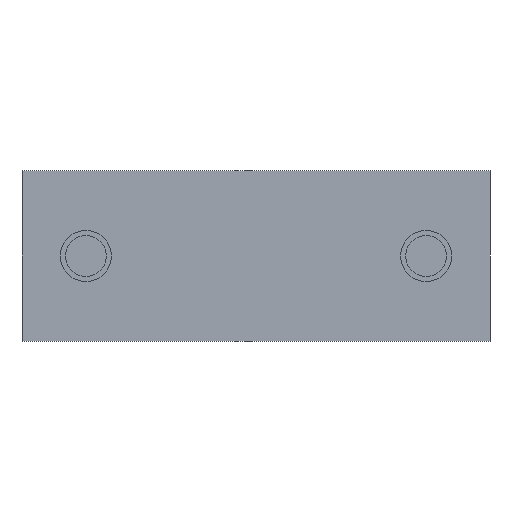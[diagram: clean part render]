
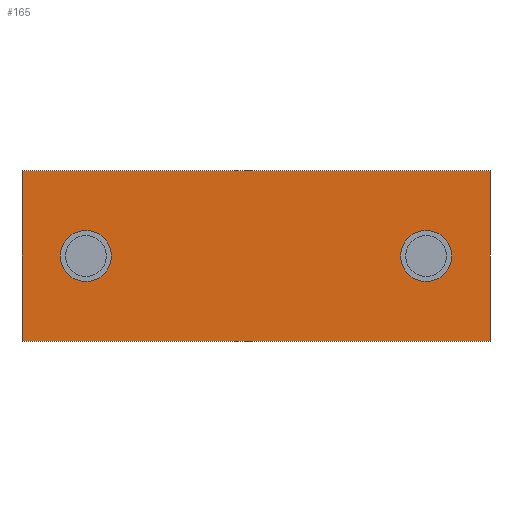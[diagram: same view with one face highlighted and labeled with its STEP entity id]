
A CAD part, front view. The second image highlights one B-rep face of the part: STEP entity #165.
In plain terms, the highlighted planar face has unit normal (0, -1, 0).
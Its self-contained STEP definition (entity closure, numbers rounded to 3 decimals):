
#2=DIRECTION('',(0.,0.,1.));
#3=VECTOR('',#2,20.);
#4=CARTESIAN_POINT('',(-27.5,0.,-10.));
#5=LINE('',#4,#3);
#6=DIRECTION('',(1.,0.,0.));
#7=VECTOR('',#6,55.);
#8=CARTESIAN_POINT('',(-27.5,0.,10.));
#9=LINE('',#8,#7);
#10=DIRECTION('',(0.,0.,-1.));
#11=VECTOR('',#10,20.);
#12=CARTESIAN_POINT('',(27.5,0.,10.));
#13=LINE('',#12,#11);
#14=DIRECTION('',(-1.,0.,0.));
#15=VECTOR('',#14,55.);
#16=CARTESIAN_POINT('',(27.5,0.,-10.));
#17=LINE('',#16,#15);
#18=CARTESIAN_POINT('',(20.,0.,0.));
#19=DIRECTION('',(0.,-1.,0.));
#20=DIRECTION('',(1.,0.,0.));
#21=AXIS2_PLACEMENT_3D('',#18,#19,#20);
#23=CARTESIAN_POINT('',(20.,0.,0.));
#24=DIRECTION('',(0.,-1.,0.));
#25=DIRECTION('',(-1.,0.,0.));
#26=AXIS2_PLACEMENT_3D('',#23,#24,#25);
#28=CARTESIAN_POINT('',(-20.,0.,0.));
#29=DIRECTION('',(0.,1.,0.));
#30=DIRECTION('',(-1.,0.,0.));
#31=AXIS2_PLACEMENT_3D('',#28,#29,#30);
#33=CARTESIAN_POINT('',(-20.,0.,0.));
#34=DIRECTION('',(0.,1.,0.));
#35=DIRECTION('',(1.,0.,0.));
#36=AXIS2_PLACEMENT_3D('',#33,#34,#35);
#106=CARTESIAN_POINT('',(-27.5,0.,-10.));
#107=CARTESIAN_POINT('',(-27.5,0.,10.));
#108=VERTEX_POINT('',#106);
#109=VERTEX_POINT('',#107);
#110=CARTESIAN_POINT('',(27.5,0.,10.));
#111=VERTEX_POINT('',#110);
#112=CARTESIAN_POINT('',(27.5,0.,-10.));
#113=VERTEX_POINT('',#112);
#122=CARTESIAN_POINT('',(22.5,0.,0.));
#123=CARTESIAN_POINT('',(17.5,0.,0.));
#124=VERTEX_POINT('',#122);
#125=VERTEX_POINT('',#123);
#130=CARTESIAN_POINT('',(-22.5,0.,0.));
#131=CARTESIAN_POINT('',(-17.5,0.,0.));
#132=VERTEX_POINT('',#130);
#133=VERTEX_POINT('',#131);
#138=CARTESIAN_POINT('',(0.,0.,0.));
#139=DIRECTION('',(0.,1.,0.));
#140=DIRECTION('',(1.,0.,0.));
#141=AXIS2_PLACEMENT_3D('',#138,#139,#140);
#142=PLANE('',#141);
#144=ORIENTED_EDGE('',*,*,#143,.T.);
#146=ORIENTED_EDGE('',*,*,#145,.T.);
#148=ORIENTED_EDGE('',*,*,#147,.T.);
#150=ORIENTED_EDGE('',*,*,#149,.T.);
#151=EDGE_LOOP('',(#144,#146,#148,#150));
#152=FACE_OUTER_BOUND('',#151,.F.);
#154=ORIENTED_EDGE('',*,*,#153,.T.);
#156=ORIENTED_EDGE('',*,*,#155,.T.);
#157=EDGE_LOOP('',(#154,#156));
#158=FACE_BOUND('',#157,.F.);
#160=ORIENTED_EDGE('',*,*,#159,.F.);
#162=ORIENTED_EDGE('',*,*,#161,.F.);
#163=EDGE_LOOP('',(#160,#162));
#164=FACE_BOUND('',#163,.F.);
#165=ADVANCED_FACE('',(#152,#158,#164),#142,.F.);
#22=CIRCLE('',#21,2.5);
#27=CIRCLE('',#26,2.5);
#32=CIRCLE('',#31,2.5);
#37=CIRCLE('',#36,2.5);
#143=EDGE_CURVE('',#108,#109,#5,.T.);
#145=EDGE_CURVE('',#109,#111,#9,.T.);
#147=EDGE_CURVE('',#111,#113,#13,.T.);
#149=EDGE_CURVE('',#113,#108,#17,.T.);
#153=EDGE_CURVE('',#124,#125,#22,.T.);
#155=EDGE_CURVE('',#125,#124,#27,.T.);
#159=EDGE_CURVE('',#132,#133,#32,.T.);
#161=EDGE_CURVE('',#133,#132,#37,.T.);
